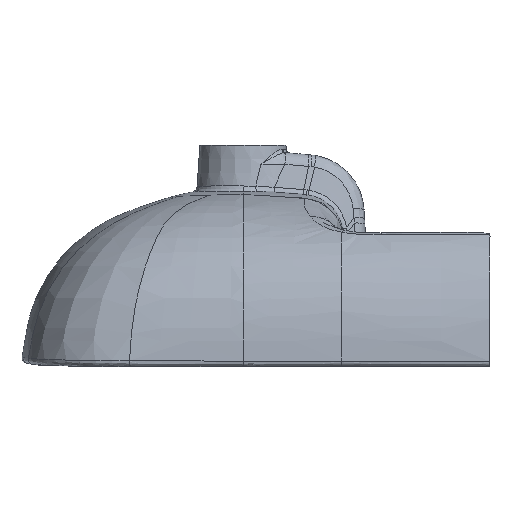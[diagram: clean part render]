
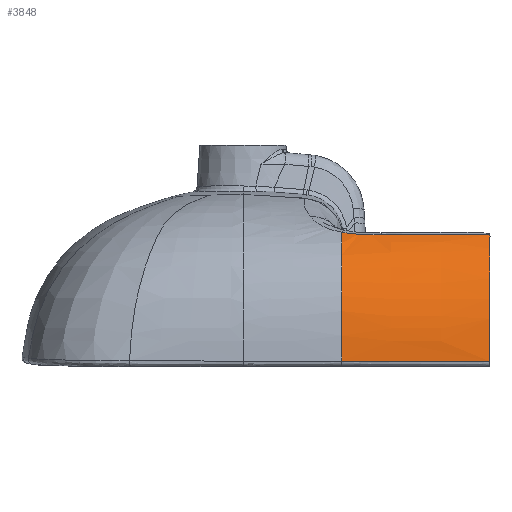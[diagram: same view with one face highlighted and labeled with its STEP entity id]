
A CAD part, left-side view. The second image highlights one B-rep face of the part: STEP entity #3848.
In plain terms, the highlighted free-form (B-spline) face has degree [3, 3] with [14, 4] control points.
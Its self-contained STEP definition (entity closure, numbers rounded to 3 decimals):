
#138=CARTESIAN_POINT('',(-199.756,-195.,6.751));
#139=CARTESIAN_POINT('',(-199.87,-188.257,6.75));
#140=CARTESIAN_POINT('',(-200.061,-174.223,6.768));
#141=CARTESIAN_POINT('',(-200.251,-147.459,6.876));
#142=CARTESIAN_POINT('',(-200.322,-127.263,6.973));
#143=CARTESIAN_POINT('',(-200.383,-103.938,7.071));
#144=CARTESIAN_POINT('',(-200.448,-86.82,7.093));
#145=CARTESIAN_POINT('',(-200.504,-77.852,7.096));
#147=CARTESIAN_POINT('',(-147.713,-77.852,108.789));
#148=CARTESIAN_POINT('',(-148.761,-80.454,108.256));
#149=CARTESIAN_POINT('',(-150.466,-86.254,107.376));
#150=CARTESIAN_POINT('',(-151.72,-97.61,106.844));
#151=CARTESIAN_POINT('',(-151.952,-105.197,106.871));
#152=CARTESIAN_POINT('',(-151.877,-109.133,107.01));
#154=CARTESIAN_POINT('',(-151.877,-109.133,107.01));
#155=CARTESIAN_POINT('',(-151.859,-112.699,107.104));
#156=CARTESIAN_POINT('',(-151.989,-119.827,107.19));
#157=CARTESIAN_POINT('',(-152.065,-134.094,107.445));
#158=CARTESIAN_POINT('',(-152.226,-159.105,107.701));
#159=CARTESIAN_POINT('',(-152.168,-180.637,107.37));
#160=CARTESIAN_POINT('',(-151.94,-195.,106.604));
#183=CARTESIAN_POINT('',(-147.713,-77.852,108.789));
#184=CARTESIAN_POINT('',(-148.792,-77.852,108.204));
#185=CARTESIAN_POINT('',(-153.541,-77.852,105.534));
#186=CARTESIAN_POINT('',(-161.366,-77.852,100.312));
#187=CARTESIAN_POINT('',(-169.094,-77.852,93.546));
#188=CARTESIAN_POINT('',(-174.811,-77.852,87.231));
#189=CARTESIAN_POINT('',(-180.751,-77.852,79.406));
#190=CARTESIAN_POINT('',(-186.74,-77.852,69.224));
#191=CARTESIAN_POINT('',(-192.226,-77.852,56.387));
#192=CARTESIAN_POINT('',(-195.844,-77.852,44.166));
#193=CARTESIAN_POINT('',(-198.013,-77.852,32.859));
#194=CARTESIAN_POINT('',(-199.506,-77.852,21.038));
#195=CARTESIAN_POINT('',(-200.136,-77.852,12.379));
#196=CARTESIAN_POINT('',(-200.504,-77.852,7.096));
#515=CARTESIAN_POINT('',(-199.756,-195.,6.751));
#517=CARTESIAN_POINT('',(-199.756,-195.,6.751));
#518=CARTESIAN_POINT('',(-199.421,-195.,12.094));
#519=CARTESIAN_POINT('',(-198.689,-195.,20.842));
#520=CARTESIAN_POINT('',(-196.987,-195.,32.804));
#521=CARTESIAN_POINT('',(-194.708,-195.,44.186));
#522=CARTESIAN_POINT('',(-191.207,-195.,56.398));
#523=CARTESIAN_POINT('',(-185.931,-195.,69.148));
#524=CARTESIAN_POINT('',(-179.995,-195.,79.275));
#525=CARTESIAN_POINT('',(-173.975,-195.,87.131));
#526=CARTESIAN_POINT('',(-168.243,-195.,93.516));
#527=CARTESIAN_POINT('',(-161.041,-195.,100.164));
#528=CARTESIAN_POINT('',(-154.846,-195.,104.707));
#529=CARTESIAN_POINT('',(-151.94,-195.,106.604));
#531=CARTESIAN_POINT('',(-151.94,-195.,106.604));
#1128=CARTESIAN_POINT('',(-151.877,-109.133,
107.01));
#3195=VERTEX_POINT('',#1128);
#3196=VERTEX_POINT('',#147);
#3201=VERTEX_POINT('',#531);
#3242=VERTEX_POINT('',#515);
#3267=VERTEX_POINT('',#145);
#3780=CARTESIAN_POINT('',(-145.293,-196.16,
110.482));
#3781=CARTESIAN_POINT('',(-146.685,-156.965,
112.688));
#3782=CARTESIAN_POINT('',(-143.4,-115.477,
111.56));
#3783=CARTESIAN_POINT('',(-146.777,-76.718,
109.275));
#3784=CARTESIAN_POINT('',(-146.777,-196.159,
109.677));
#3785=CARTESIAN_POINT('',(-148.208,-156.977,
111.764));
#3786=CARTESIAN_POINT('',(-145.097,-115.541,
110.689));
#3787=CARTESIAN_POINT('',(-148.204,-76.716,
108.52));
#3788=CARTESIAN_POINT('',(-152.057,-196.158,
106.638));
#3789=CARTESIAN_POINT('',(-153.586,-157.016,
108.272));
#3790=CARTESIAN_POINT('',(-151.126,-115.767,
107.412));
#3791=CARTESIAN_POINT('',(-153.29,-76.709,
105.693));
#3792=CARTESIAN_POINT('',(-160.426,-196.157,
100.672));
#3793=CARTESIAN_POINT('',(-161.767,-157.049,
101.485));
#3794=CARTESIAN_POINT('',(-160.526,-116.124,
101.106));
#3795=CARTESIAN_POINT('',(-161.391,-76.698,
100.288));
#3796=CARTESIAN_POINT('',(-168.229,-196.158,
93.516));
#3797=CARTESIAN_POINT('',(-168.697,-157.022,
93.521));
#3798=CARTESIAN_POINT('',(-168.92,-116.429,
93.54));
#3799=CARTESIAN_POINT('',(-169.099,-76.689,
93.547));
#3800=CARTESIAN_POINT('',(-173.989,-196.159,
87.143));
#3801=CARTESIAN_POINT('',(-173.502,-156.977,
86.737));
#3802=CARTESIAN_POINT('',(-174.748,-116.598,
86.866));
#3803=CARTESIAN_POINT('',(-174.813,-76.684,
87.242));
#3804=CARTESIAN_POINT('',(-180.034,-196.16,
79.296));
#3805=CARTESIAN_POINT('',(-178.67,-156.929,
78.582));
#3806=CARTESIAN_POINT('',(-180.661,-116.718,
78.786));
#3807=CARTESIAN_POINT('',(-180.754,-76.681,
79.424));
#3808=CARTESIAN_POINT('',(-185.983,-196.161,
69.167));
#3809=CARTESIAN_POINT('',(-184.201,-156.898,
68.543));
#3810=CARTESIAN_POINT('',(-186.41,-116.745,
68.672));
#3811=CARTESIAN_POINT('',(-186.75,-76.68,
69.24));
#3812=CARTESIAN_POINT('',(-191.238,-196.16,
56.401));
#3813=CARTESIAN_POINT('',(-190.175,-156.942,
56.28));
#3814=CARTESIAN_POINT('',(-191.726,-116.672,
56.231));
#3815=CARTESIAN_POINT('',(-192.242,-76.682,
56.392));
#3816=CARTESIAN_POINT('',(-194.697,-196.157,
44.186));
#3817=CARTESIAN_POINT('',(-195.043,-157.053,
44.207));
#3818=CARTESIAN_POINT('',(-195.496,-116.583,
44.186));
#3819=CARTESIAN_POINT('',(-195.854,-76.685,
44.166));
#3820=CARTESIAN_POINT('',(-196.952,-196.153,
32.804));
#3821=CARTESIAN_POINT('',(-198.141,-157.162,
32.798));
#3822=CARTESIAN_POINT('',(-197.781,-116.522,
32.874));
#3823=CARTESIAN_POINT('',(-198.02,-76.687,
32.859));
#3824=CARTESIAN_POINT('',(-198.703,-196.153,
20.439));
#3825=CARTESIAN_POINT('',(-200.179,-157.159,
20.573));
#3826=CARTESIAN_POINT('',(-199.362,-116.454,
20.625));
#3827=CARTESIAN_POINT('',(-199.574,-76.689,
20.539));
#3828=CARTESIAN_POINT('',(-199.457,-196.161,
11.278));
#3829=CARTESIAN_POINT('',(-200.539,-156.897,
11.44));
#3830=CARTESIAN_POINT('',(-199.972,-116.376,
11.451));
#3831=CARTESIAN_POINT('',(-200.216,-76.691,
11.363));
#3832=CARTESIAN_POINT('',(-199.813,-196.172,
5.536));
#3833=CARTESIAN_POINT('',(-200.387,-156.552,
5.6));
#3834=CARTESIAN_POINT('',(-200.351,-116.307,
5.603));
#3835=CARTESIAN_POINT('',(-200.617,-76.693,
5.568));
#3836=B_SPLINE_SURFACE_WITH_KNOTS('',3,3,((#3780,#3781,#3782,#3783),(#3784,
#3785,#3786,#3787),(#3788,#3789,#3790,#3791),(#3792,#3793,#3794,#3795),(#3796,
#3797,#3798,#3799),(#3800,#3801,#3802,#3803),(#3804,#3805,#3806,#3807),(#3808,
#3809,#3810,#3811),(#3812,#3813,#3814,#3815),(#3816,#3817,#3818,#3819),(#3820,
#3821,#3822,#3823),(#3824,#3825,#3826,#3827),(#3828,#3829,#3830,#3831),(#3832,
#3833,#3834,#3835)),.UNSPECIFIED.,.F.,.F.,.F.,(4,1,1,1,1,1,1,1,1,1,1,4),(4,4),(
0.419,0.437,0.485,0.532,
0.567,0.602,0.671,0.74,
0.81,0.857,0.905,0.986),(
-0.003,0.288),.UNSPECIFIED.);
#3837=ORIENTED_EDGE('',*,*,#3770,.T.);
#3839=ORIENTED_EDGE('',*,*,#3838,.F.);
#3841=ORIENTED_EDGE('',*,*,#3840,.T.);
#3843=ORIENTED_EDGE('',*,*,#3842,.T.);
#3845=ORIENTED_EDGE('',*,*,#3844,.F.);
#3846=EDGE_LOOP('',(#3837,#3839,#3841,#3843,#3845));
#3847=FACE_OUTER_BOUND('',#3846,.F.);
#146=B_SPLINE_CURVE_WITH_KNOTS('',3,(#138,#139,#140,#141,#142,#143,#144,#145),
.UNSPECIFIED.,.F.,.F.,(4,1,1,1,1,4),(0.,0.2,0.4,0.6,0.8,1.),
.UNSPECIFIED.);
#153=B_SPLINE_CURVE_WITH_KNOTS('',3,(#147,#148,#149,#150,#151,#152),
.UNSPECIFIED.,.F.,.F.,(4,1,1,4),(0.,0.333,0.667,1.),
.UNSPECIFIED.);
#161=B_SPLINE_CURVE_WITH_KNOTS('',3,(#154,#155,#156,#157,#158,#159,#160),
.UNSPECIFIED.,.F.,.F.,(4,1,1,1,4),(0.,0.125,0.25,0.5,1.),
.UNSPECIFIED.);
#197=B_SPLINE_CURVE_WITH_KNOTS('',3,(#183,#184,#185,#186,#187,#188,#189,#190,
#191,#192,#193,#194,#195,#196),.UNSPECIFIED.,.F.,.F.,(4,1,1,1,1,1,1,1,1,1,1,4),(
0.,0.025,0.11,0.196,0.258,
0.321,0.446,0.571,0.696,
0.782,0.867,1.),.UNSPECIFIED.);
#530=B_SPLINE_CURVE_WITH_KNOTS('',3,(#517,#518,#519,#520,#521,#522,#523,#524,
#525,#526,#527,#528,#529),.UNSPECIFIED.,.F.,.F.,(4,1,1,1,1,1,1,1,1,1,4),(0.,
0.141,0.23,0.319,0.449,
0.58,0.71,0.775,0.84,
0.929,1.),.UNSPECIFIED.);
#3770=EDGE_CURVE('',#3242,#3267,#146,.T.);
#3838=EDGE_CURVE('',#3196,#3267,#197,.T.);
#3840=EDGE_CURVE('',#3196,#3195,#153,.T.);
#3842=EDGE_CURVE('',#3195,#3201,#161,.T.);
#3844=EDGE_CURVE('',#3242,#3201,#530,.T.);
#3848=ADVANCED_FACE('',(#3847),#3836,.F.);
